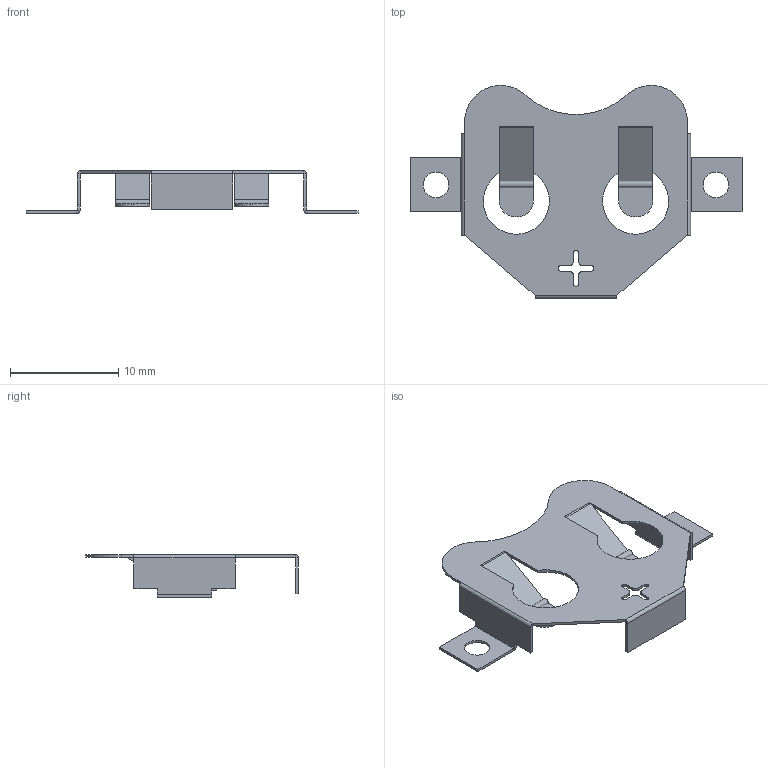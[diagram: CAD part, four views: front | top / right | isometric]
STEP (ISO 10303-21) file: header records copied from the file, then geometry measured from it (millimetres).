
FILE_DESCRIPTION(('FreeCAD Model'),'2;1');
FILE_NAME('Open CASCADE Shape Model','2021-07-12T22:17:41',( 'kicad StepUp'),('ksu MCAD'),'Open CASCADE STEP processor 7.5', 'FreeCAD','Unknown');
FILE_SCHEMA(('AUTOMOTIVE_DESIGN { 1 0 10303 214 1 1 1 1 }'));
Length unit declared in the file: millimetre
Products named in the file (1): BatteryHolder_Keystone_3002_1x2032
Bounding box: 30.67 x 19.67 x 3.96 mm (x, y, z)
Volume: 107.7 mm3; surface area: 945 mm2
Topology: 1 solids, 1 shells, 122 faces, 296 edges, 176 vertices
Faces by surface type: plane 85, cylinder 37
Full cylindrical faces by diameter (mm): 2.36 x2
Entity records: 3524 total; most frequent: DIRECTION 616, CARTESIAN_POINT 595, ORIENTED_EDGE 592, EDGE_CURVE 296, LINE 222, VECTOR 222, AXIS2_PLACEMENT_3D 197, VERTEX_POINT 176
